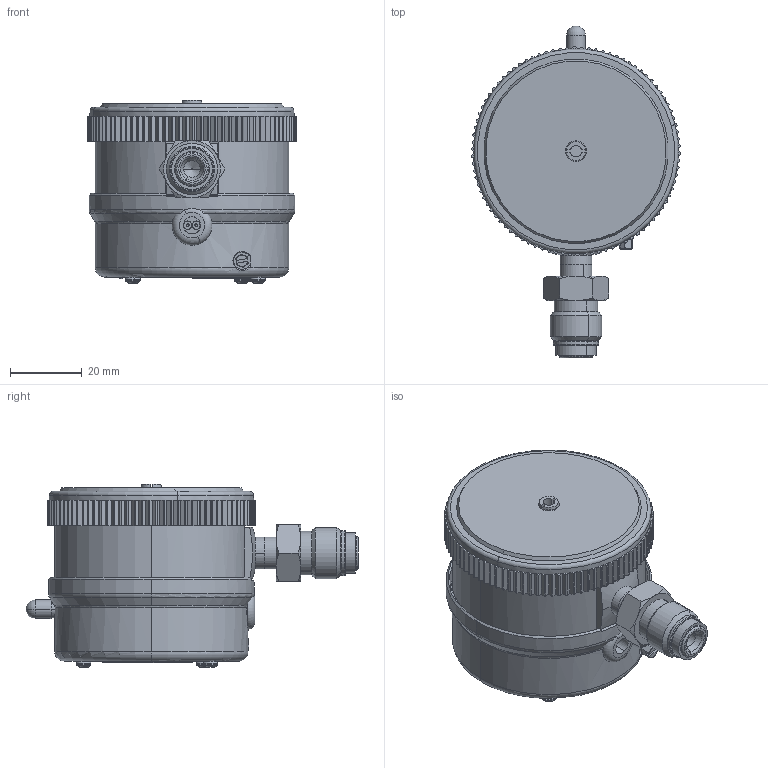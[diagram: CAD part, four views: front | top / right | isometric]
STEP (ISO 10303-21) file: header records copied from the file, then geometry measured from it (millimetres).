
FILE_DESCRIPTION (( 'STEP AP203' ), '1' );
FILE_NAME ('ISP122-PSI_BAR-VSM-1-D.STEP', '2018-04-06T17:54:04', ( 'mrutkowski' ), ( 'Hewlett-Packard Company' ), 'SwSTEP 2.0', 'SolidWorks 2017', '' );
FILE_SCHEMA (( 'CONFIG_CONTROL_DESIGN' ));
Length unit declared in the file: inch
Products named in the file (1): ISP122-PSI_BAR-VSM-1-D
Bounding box: 58.29 x 92.73 x 51.24 mm (x, y, z)
Volume: 26919.6 mm3; surface area: 38811.5 mm2
Topology: 21 solids, 21 shells, 1296 faces, 3466 edges, 2224 vertices
Faces by surface type: plane 566, cylinder 454, cone 96, bspline 92, torus 80, sphere 8
Entity records: 46087 total; most frequent: CARTESIAN_POINT 14919, ORIENTED_EDGE 6932, DIRECTION 6199, EDGE_CURVE 3466, AXIS2_PLACEMENT_3D 2343, VERTEX_POINT 2224, LINE 1513, VECTOR 1513
